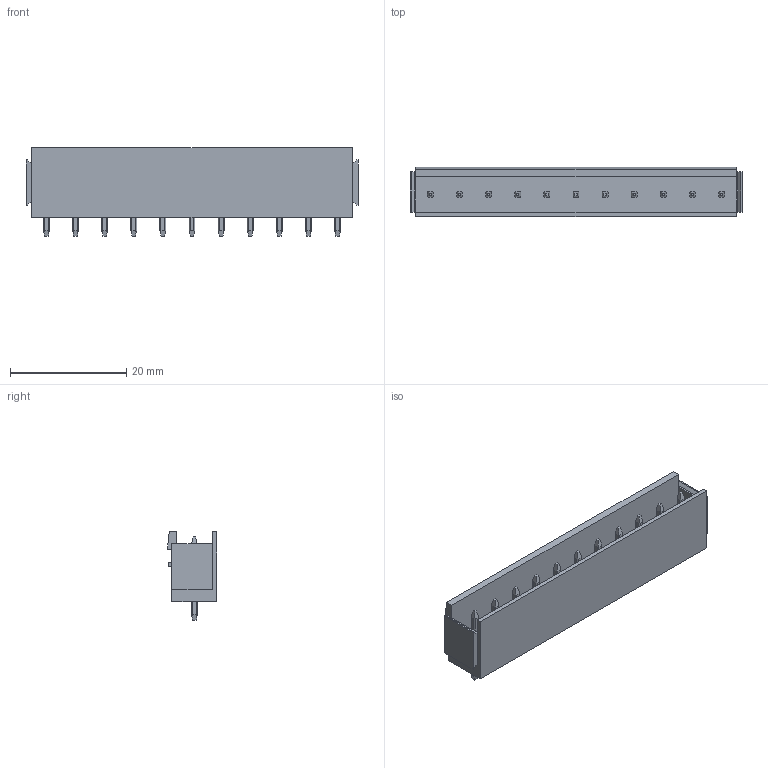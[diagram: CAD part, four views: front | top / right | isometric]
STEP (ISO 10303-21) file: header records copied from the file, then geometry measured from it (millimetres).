
FILE_DESCRIPTION(('CATIA V5 STEP Exchange','CAx-IF Rec.Pracs.--- Model Styling and Organization---1.2---2011-12-15'),'2;1');
FILE_NAME ('D1452968_0_1581870000_1581870000.stp','2018-10-12T04:50:32+00:00',('none'),('Weidmueller'),'CATIA Version 5-6 Release 2014','CATIA V5 STEP AP214','none');
FILE_SCHEMA(('AUTOMOTIVE_DESIGN { 1 0 10303 214 1 1 1 1 }'));
Length unit declared in the file: millimetre
Products named in the file (1): 1581870000
Bounding box: 57 x 8.43 x 15.2 mm (x, y, z)
Volume: 2522.7 mm3; surface area: 4217.6 mm2
Topology: 12 solids, 12 shells, 333 faces, 915 edges, 606 vertices
Faces by surface type: plane 243, cylinder 90
Entity records: 9920 total; most frequent: CARTESIAN_POINT 2376, ORIENTED_EDGE 1830, DIRECTION 1083, EDGE_CURVE 915, VECTOR 643, LINE 643, VERTEX_POINT 606, EDGE_LOOP 355
